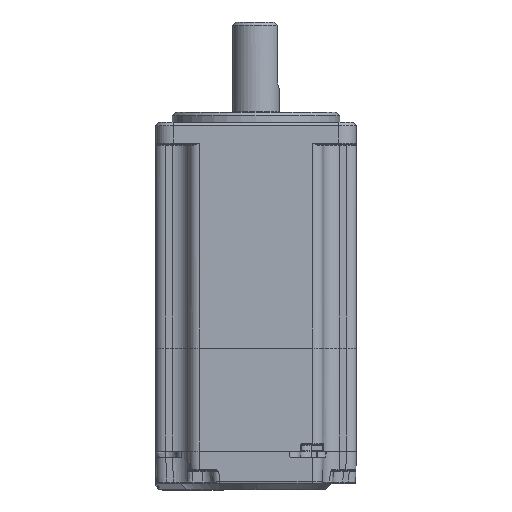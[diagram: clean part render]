
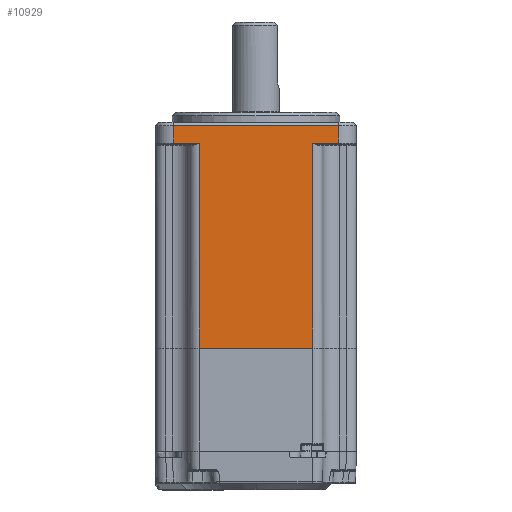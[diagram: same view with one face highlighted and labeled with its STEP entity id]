
A CAD part, top view. The second image highlights one B-rep face of the part: STEP entity #10929.
In plain terms, the highlighted planar face has unit normal (0, 0, 1).
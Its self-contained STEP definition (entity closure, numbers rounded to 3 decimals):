
#514 = DIRECTION ( 'NONE',  ( 0., -1., 0. ) ) ;
#658 = VECTOR ( 'NONE', #34039, 1000. ) ;
#734 = ORIENTED_EDGE ( 'NONE', *, *, #33435, .T. ) ;
#1076 = VECTOR ( 'NONE', #1323, 1000. ) ;
#1323 = DIRECTION ( 'NONE',  ( 1., 0., 0. ) ) ;
#1421 = ORIENTED_EDGE ( 'NONE', *, *, #23499, .T. ) ;
#2372 = EDGE_CURVE ( 'NONE', #23722, #25751, #28317, .T. ) ;
#2641 = VERTEX_POINT ( 'NONE', #15796 ) ;
#2712 = VERTEX_POINT ( 'NONE', #28433 ) ;
#3692 = CARTESIAN_POINT ( 'NONE',  ( 24.75, -6.2, 60. ) ) ;
#4551 = ORIENTED_EDGE ( 'NONE', *, *, #21713, .T. ) ;
#4685 = LINE ( 'NONE', #9011, #39172 ) ;
#5457 = LINE ( 'NONE', #39416, #1076 ) ;
#5711 = DIRECTION ( 'NONE',  ( 0., -1., 0. ) ) ;
#6327 = AXIS2_PLACEMENT_3D ( 'NONE', #31864, #32548, #26017 ) ;
#6361 = CARTESIAN_POINT ( 'NONE',  ( 17., -6.5, 60. ) ) ;
#6518 = EDGE_CURVE ( 'NONE', #2641, #23722, #39420, .T. ) ;
#6650 = PLANE ( 'NONE',  #6327 ) ;
#7089 = LINE ( 'NONE', #6361, #14010 ) ;
#9011 = CARTESIAN_POINT ( 'NONE',  ( -24.75, -67.4, 60. ) ) ;
#9619 = CARTESIAN_POINT ( 'NONE',  ( -24.75, -6.2, 60. ) ) ;
#9632 = CARTESIAN_POINT ( 'NONE',  ( 24.75, -6.2, 60. ) ) ;
#10929 = ADVANCED_FACE ( 'NONE', ( #30348 ), #6650, .F. ) ;
#14005 = VERTEX_POINT ( 'NONE', #36240 ) ;
#14010 = VECTOR ( 'NONE', #21921, 1000. ) ;
#14192 = ORIENTED_EDGE ( 'NONE', *, *, #15740, .F. ) ;
#15740 = EDGE_CURVE ( 'NONE', #14005, #16557, #39929, .T. ) ;
#15777 = VECTOR ( 'NONE', #22187, 1000. ) ;
#15796 = CARTESIAN_POINT ( 'NONE',  ( 17., -6.2, 60. ) ) ;
#16557 = VERTEX_POINT ( 'NONE', #26178 ) ;
#16734 = ORIENTED_EDGE ( 'NONE', *, *, #35351, .T. ) ;
#17107 = CARTESIAN_POINT ( 'NONE',  ( -30., -1., 60. ) ) ;
#17464 = VECTOR ( 'NONE', #514, 1000. ) ;
#19910 = DIRECTION ( 'NONE',  ( 1., 0., 0. ) ) ;
#21713 = EDGE_CURVE ( 'NONE', #23060, #16557, #30791, .T. ) ;
#21921 = DIRECTION ( 'NONE',  ( 0., 1., 0. ) ) ;
#22187 = DIRECTION ( 'NONE',  ( -1., 0., 0. ) ) ;
#23060 = VERTEX_POINT ( 'NONE', #26355 ) ;
#23499 = EDGE_CURVE ( 'NONE', #25751, #2712, #30668, .T. ) ;
#23722 = VERTEX_POINT ( 'NONE', #9632 ) ;
#24923 = EDGE_CURVE ( 'NONE', #28334, #23060, #5457, .T. ) ;
#25751 = VERTEX_POINT ( 'NONE', #37559 ) ;
#26017 = DIRECTION ( 'NONE',  ( 1., 0., 0. ) ) ;
#26178 = CARTESIAN_POINT ( 'NONE',  ( -17., -67.4, 60. ) ) ;
#26337 = VECTOR ( 'NONE', #39967, 1000. ) ;
#26355 = CARTESIAN_POINT ( 'NONE',  ( -17., -6.2, 60. ) ) ;
#27047 = VECTOR ( 'NONE', #19910, 1000. ) ;
#28317 = LINE ( 'NONE', #33361, #26337 ) ;
#28334 = VERTEX_POINT ( 'NONE', #9619 ) ;
#28433 = CARTESIAN_POINT ( 'NONE',  ( -24.75, -1., 60. ) ) ;
#29114 = EDGE_LOOP ( 'NONE', ( #16734, #39234, #35434, #1421, #734, #35443, #4551, #14192 ) ) ;
#30348 = FACE_OUTER_BOUND ( 'NONE', #29114, .T. ) ;
#30668 = LINE ( 'NONE', #17107, #658 ) ;
#30791 = LINE ( 'NONE', #30803, #17464 ) ;
#30803 = CARTESIAN_POINT ( 'NONE',  ( -17., -67.4, 60. ) ) ;
#31864 = CARTESIAN_POINT ( 'NONE',  ( -30., -67.4, 60. ) ) ;
#31979 = CARTESIAN_POINT ( 'NONE',  ( -30., -67.4, 60. ) ) ;
#32548 = DIRECTION ( 'NONE',  ( 0., 0., -1. ) ) ;
#33361 = CARTESIAN_POINT ( 'NONE',  ( 24.75, -67.4, 60. ) ) ;
#33435 = EDGE_CURVE ( 'NONE', #2712, #28334, #4685, .T. ) ;
#34039 = DIRECTION ( 'NONE',  ( -1., 0., 0. ) ) ;
#35351 = EDGE_CURVE ( 'NONE', #14005, #2641, #7089, .T. ) ;
#35434 = ORIENTED_EDGE ( 'NONE', *, *, #2372, .T. ) ;
#35443 = ORIENTED_EDGE ( 'NONE', *, *, #24923, .T. ) ;
#36240 = CARTESIAN_POINT ( 'NONE',  ( 17., -67.4, 60. ) ) ;
#37559 = CARTESIAN_POINT ( 'NONE',  ( 24.75, -1., 60. ) ) ;
#39172 = VECTOR ( 'NONE', #5711, 1000. ) ;
#39234 = ORIENTED_EDGE ( 'NONE', *, *, #6518, .T. ) ;
#39416 = CARTESIAN_POINT ( 'NONE',  ( -17., -6.2, 60. ) ) ;
#39420 = LINE ( 'NONE', #3692, #27047 ) ;
#39929 = LINE ( 'NONE', #31979, #15777 ) ;
#39967 = DIRECTION ( 'NONE',  ( 0., 1., 0. ) ) ;
